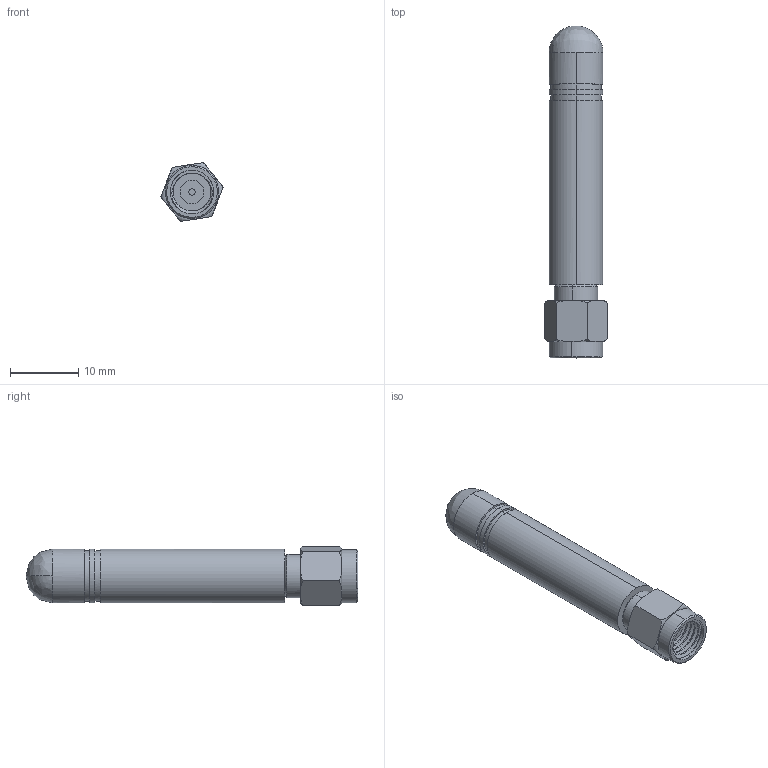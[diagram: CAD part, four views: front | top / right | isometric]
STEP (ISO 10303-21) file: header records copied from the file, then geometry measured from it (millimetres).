
FILE_DESCRIPTION (( 'STEP AP214' ), '1' );
FILE_NAME ('TI.10.0111_web.STEP', '2022-03-21T17:02:58', ( '' ), ( '' ), 'SwSTEP 2.0', 'SolidWorks 2018', '' );
FILE_SCHEMA (( 'AUTOMOTIVE_DESIGN' ));
Length unit declared in the file: millimetre
Products named in the file (1): TI.10.0111_web
Bounding box: 9.13 x 48.6 x 8.61 mm (x, y, z)
Surface area: 1433.7 mm2 (no closed solid volume)
Topology: 0 solids, 3 shells, 53 faces, 140 edges, 92 vertices
Faces by surface type: cylinder 26, plane 15, bspline 4, torus 4, cone 4
Entity records: 5155 total; most frequent: CARTESIAN_POINT 3579, ORIENTED_EDGE 247, EDGE_CURVE 136, B_SPLINE_CURVE_WITH_KNOTS 117, DIRECTION 100, VERTEX_POINT 92, EDGE_LOOP 60, UNCERTAINTY_MEASURE_WITH_UNIT 55
